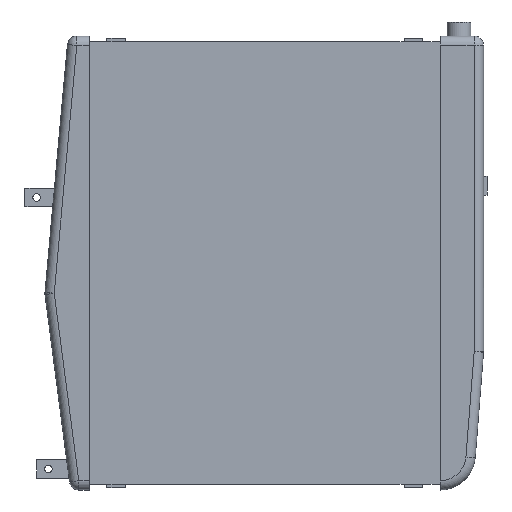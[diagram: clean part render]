
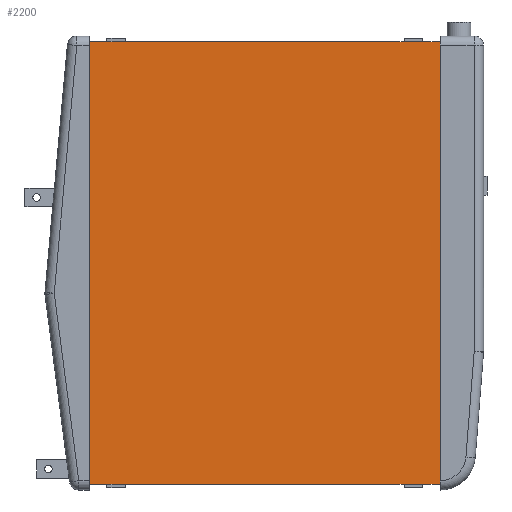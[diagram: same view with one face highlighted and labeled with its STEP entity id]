
A CAD part, left-side view. The second image highlights one B-rep face of the part: STEP entity #2200.
In plain terms, the highlighted planar face has unit normal (-1, 0, 0).
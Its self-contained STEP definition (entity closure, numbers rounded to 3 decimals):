
#74=PLANE('',#2361);
#154=FACE_OUTER_BOUND('',#280,.T.);
#280=EDGE_LOOP('',(#1552,#1553,#1554,#1555,#1556,#1557,#1558,#1559,#1560,
#1561,#1562,#1563));
#425=LINE('',#3262,#639);
#442=LINE('',#3334,#656);
#443=LINE('',#3336,#657);
#444=LINE('',#3338,#658);
#445=LINE('',#3340,#659);
#446=LINE('',#3341,#660);
#447=LINE('',#3343,#661);
#448=LINE('',#3345,#662);
#449=LINE('',#3347,#663);
#450=LINE('',#3349,#664);
#451=LINE('',#3351,#665);
#452=LINE('',#3352,#666);
#639=VECTOR('',#2589,1.);
#656=VECTOR('',#2646,1.);
#657=VECTOR('',#2647,1.);
#658=VECTOR('',#2648,1.);
#659=VECTOR('',#2649,1.);
#660=VECTOR('',#2650,1.);
#661=VECTOR('',#2651,1.);
#662=VECTOR('',#2652,1.);
#663=VECTOR('',#2653,1.);
#664=VECTOR('',#2654,1.);
#665=VECTOR('',#2655,1.);
#666=VECTOR('',#2656,1.);
#958=VERTEX_POINT('',#3260);
#959=VERTEX_POINT('',#3261);
#979=VERTEX_POINT('',#3332);
#980=VERTEX_POINT('',#3333);
#981=VERTEX_POINT('',#3335);
#982=VERTEX_POINT('',#3337);
#983=VERTEX_POINT('',#3339);
#984=VERTEX_POINT('',#3342);
#985=VERTEX_POINT('',#3344);
#986=VERTEX_POINT('',#3346);
#987=VERTEX_POINT('',#3348);
#988=VERTEX_POINT('',#3350);
#1173=EDGE_CURVE('',#958,#959,#425,.T.);
#1202=EDGE_CURVE('',#979,#980,#442,.T.);
#1203=EDGE_CURVE('',#981,#979,#443,.T.);
#1204=EDGE_CURVE('',#982,#981,#444,.T.);
#1205=EDGE_CURVE('',#983,#982,#445,.T.);
#1206=EDGE_CURVE('',#958,#983,#446,.T.);
#1207=EDGE_CURVE('',#959,#984,#447,.T.);
#1208=EDGE_CURVE('',#984,#985,#448,.T.);
#1209=EDGE_CURVE('',#985,#986,#449,.T.);
#1210=EDGE_CURVE('',#986,#987,#450,.T.);
#1211=EDGE_CURVE('',#987,#988,#451,.T.);
#1212=EDGE_CURVE('',#980,#988,#452,.T.);
#1552=ORIENTED_EDGE('',*,*,#1202,.F.);
#1553=ORIENTED_EDGE('',*,*,#1203,.F.);
#1554=ORIENTED_EDGE('',*,*,#1204,.F.);
#1555=ORIENTED_EDGE('',*,*,#1205,.F.);
#1556=ORIENTED_EDGE('',*,*,#1206,.F.);
#1557=ORIENTED_EDGE('',*,*,#1173,.T.);
#1558=ORIENTED_EDGE('',*,*,#1207,.T.);
#1559=ORIENTED_EDGE('',*,*,#1208,.T.);
#1560=ORIENTED_EDGE('',*,*,#1209,.T.);
#1561=ORIENTED_EDGE('',*,*,#1210,.T.);
#1562=ORIENTED_EDGE('',*,*,#1211,.T.);
#1563=ORIENTED_EDGE('',*,*,#1212,.F.);
#2200=ADVANCED_FACE('',(#154),#74,.T.);
#2361=AXIS2_PLACEMENT_3D('',#3331,#2644,#2645);
#2589=DIRECTION('',(0.,0.,1.));
#2644=DIRECTION('center_axis',(-1.,0.,0.));
#2645=DIRECTION('ref_axis',(0.,0.,1.));
#2646=DIRECTION('',(0.,1.,0.));
#2647=DIRECTION('',(0.,1.,0.));
#2648=DIRECTION('',(0.,1.,0.));
#2649=DIRECTION('',(0.,1.,0.));
#2650=DIRECTION('',(0.,1.,0.));
#2651=DIRECTION('',(0.,1.,0.));
#2652=DIRECTION('',(0.,1.,0.));
#2653=DIRECTION('',(0.,1.,0.));
#2654=DIRECTION('',(0.,1.,0.));
#2655=DIRECTION('',(0.,1.,0.));
#2656=DIRECTION('',(0.,0.,1.));
#3260=CARTESIAN_POINT('',(0.9,37.,5.));
#3261=CARTESIAN_POINT('',(0.9,37.,383.));
#3262=CARTESIAN_POINT('',(0.9,37.,194.));
#3331=CARTESIAN_POINT('Origin',(0.9,37.,5.));
#3332=CARTESIAN_POINT('',(0.9,322.,5.));
#3333=CARTESIAN_POINT('',(0.9,337.,5.));
#3334=CARTESIAN_POINT('',(0.9,329.5,5.));
#3335=CARTESIAN_POINT('',(0.9,306.,5.));
#3336=CARTESIAN_POINT('',(0.9,314.,5.));
#3337=CARTESIAN_POINT('',(0.9,68.,5.));
#3338=CARTESIAN_POINT('',(0.9,187.,5.));
#3339=CARTESIAN_POINT('',(0.9,52.,5.));
#3340=CARTESIAN_POINT('',(0.9,60.,5.));
#3341=CARTESIAN_POINT('',(0.9,44.5,5.));
#3342=CARTESIAN_POINT('',(0.9,52.,383.));
#3343=CARTESIAN_POINT('',(0.9,44.5,383.));
#3344=CARTESIAN_POINT('',(0.9,68.,383.));
#3345=CARTESIAN_POINT('',(0.9,60.,383.));
#3346=CARTESIAN_POINT('',(0.9,306.,383.));
#3347=CARTESIAN_POINT('',(0.9,187.,383.));
#3348=CARTESIAN_POINT('',(0.9,322.,383.));
#3349=CARTESIAN_POINT('',(0.9,314.,383.));
#3350=CARTESIAN_POINT('',(0.9,337.,383.));
#3351=CARTESIAN_POINT('',(0.9,329.5,383.));
#3352=CARTESIAN_POINT('',(0.9,337.,194.));
